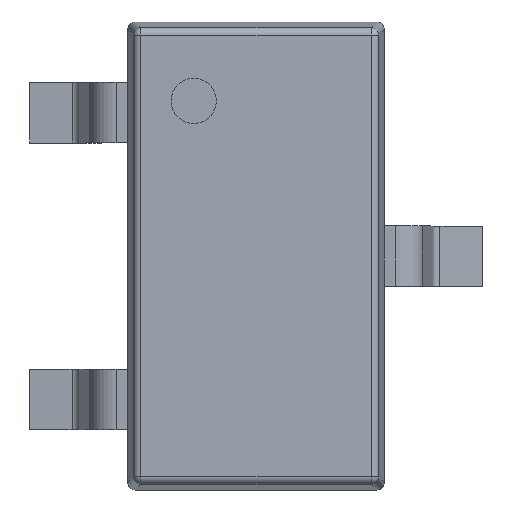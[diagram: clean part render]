
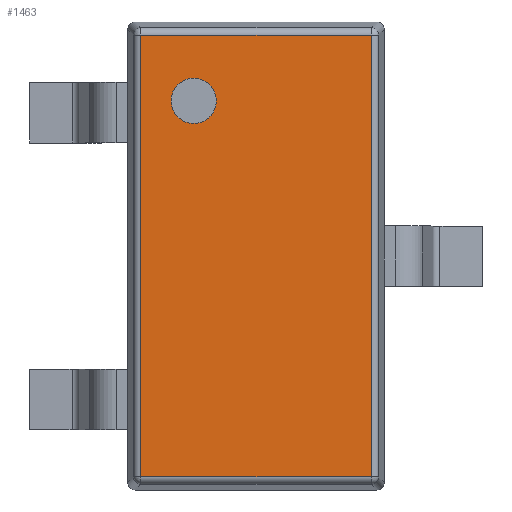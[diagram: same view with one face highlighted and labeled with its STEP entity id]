
A CAD part, top view. The second image highlights one B-rep face of the part: STEP entity #1463.
In plain terms, the highlighted planar face has unit normal (0, 0, 1).
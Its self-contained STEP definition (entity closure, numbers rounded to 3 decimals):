
#52=FACE_BOUND('',#266,.T.);
#62=PLANE('',#1606);
#116=CIRCLE('',#1607,0.15);
#182=FACE_OUTER_BOUND('',#265,.T.);
#265=EDGE_LOOP('',(#1135,#1136,#1137,#1138));
#266=EDGE_LOOP('',(#1139));
#352=LINE('',#2208,#493);
#360=LINE('',#2248,#501);
#362=LINE('',#2251,#503);
#366=LINE('',#2257,#507);
#493=VECTOR('',#1760,10.);
#501=VECTOR('',#1804,10.);
#503=VECTOR('',#1808,10.);
#507=VECTOR('',#1816,10.);
#645=VERTEX_POINT('',#2178);
#651=VERTEX_POINT('',#2195);
#656=VERTEX_POINT('',#2211);
#659=VERTEX_POINT('',#2221);
#689=VERTEX_POINT('',#2335);
#792=EDGE_CURVE('',#645,#651,#352,.T.);
#812=EDGE_CURVE('',#651,#659,#360,.T.);
#814=EDGE_CURVE('',#659,#656,#362,.T.);
#818=EDGE_CURVE('',#656,#645,#366,.T.);
#859=EDGE_CURVE('',#689,#689,#116,.T.);
#1135=ORIENTED_EDGE('',*,*,#792,.F.);
#1136=ORIENTED_EDGE('',*,*,#818,.F.);
#1137=ORIENTED_EDGE('',*,*,#814,.F.);
#1138=ORIENTED_EDGE('',*,*,#812,.F.);
#1139=ORIENTED_EDGE('',*,*,#859,.T.);
#1463=ADVANCED_FACE('',(#182,#52),#62,.T.);
#1606=AXIS2_PLACEMENT_3D('',#2334,#1898,#1899);
#1607=AXIS2_PLACEMENT_3D('',#2336,#1900,#1901);
#1760=DIRECTION('',(0.,-1.,0.));
#1804=DIRECTION('',(-1.,0.,0.));
#1808=DIRECTION('',(0.,1.,0.));
#1816=DIRECTION('',(1.,0.,0.));
#1898=DIRECTION('center_axis',(0.,0.,1.));
#1899=DIRECTION('ref_axis',(1.,0.,0.));
#1900=DIRECTION('center_axis',(0.,0.,-1.));
#1901=DIRECTION('ref_axis',(-1.,0.,0.));
#2178=CARTESIAN_POINT('',(0.763,1.463,1.45));
#2195=CARTESIAN_POINT('',(0.763,-1.463,1.45));
#2208=CARTESIAN_POINT('',(0.763,0.775,1.45));
#2211=CARTESIAN_POINT('',(-0.763,1.463,1.45));
#2221=CARTESIAN_POINT('',(-0.763,-1.463,1.45));
#2248=CARTESIAN_POINT('',(0.425,-1.463,1.45));
#2251=CARTESIAN_POINT('',(-0.763,-0.775,1.45));
#2257=CARTESIAN_POINT('',(-0.425,1.463,1.45));
#2334=CARTESIAN_POINT('Origin',(0.,0.,
1.45));
#2335=CARTESIAN_POINT('',(-0.263,1.027,1.45));
#2336=CARTESIAN_POINT('Origin',(-0.413,1.027,1.45));
